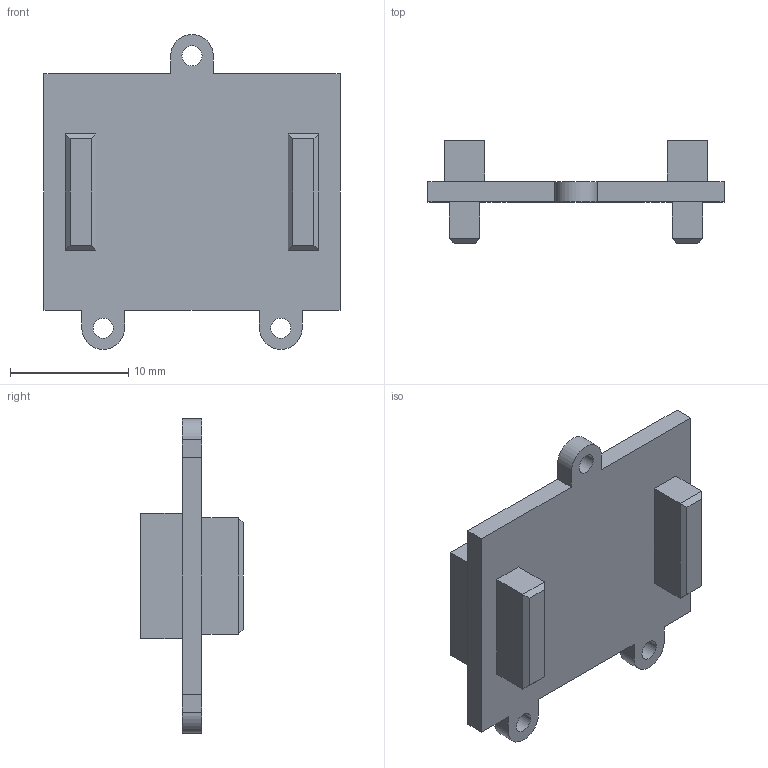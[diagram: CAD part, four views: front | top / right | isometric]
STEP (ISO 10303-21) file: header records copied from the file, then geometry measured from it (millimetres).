
FILE_DESCRIPTION((''),'2;1');
FILE_NAME('CCAM3_IMAGER_BOARD_02','2021-09-07T17:14:34',('silo-mech'),(''),'CREO PARAMETRIC BY PTC INC, 2020454','CREO PARAMETRIC BY PTC INC, 2020454','');
FILE_SCHEMA(('CONFIG_CONTROL_DESIGN'));
Length unit declared in the file: millimetre
Products named in the file (1): CCAM3_IMAGER_BOARD_02
Bounding box: 25 x 8.66 x 26.6 mm (x, y, z)
Volume: 1116.4 mm3; surface area: 1780.4 mm2
Topology: 1 solids, 1 shells, 62 faces, 154 edges, 100 vertices
Faces by surface type: plane 53, cylinder 9
Entity records: 1862 total; most frequent: CARTESIAN_POINT 316, ORIENTED_EDGE 308, DIRECTION 296, EDGE_CURVE 154, VECTOR 136, LINE 136, VERTEX_POINT 100, AXIS2_PLACEMENT_3D 80
